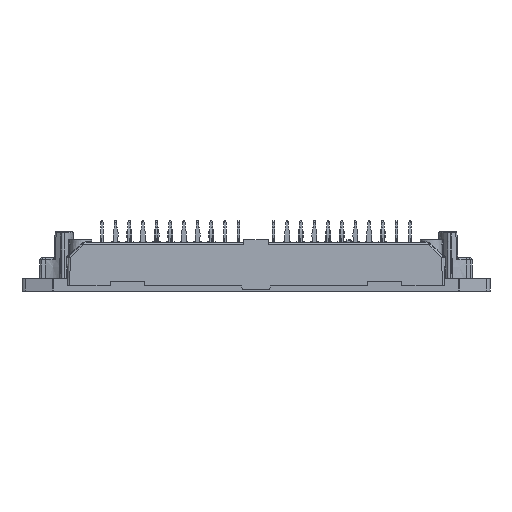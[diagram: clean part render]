
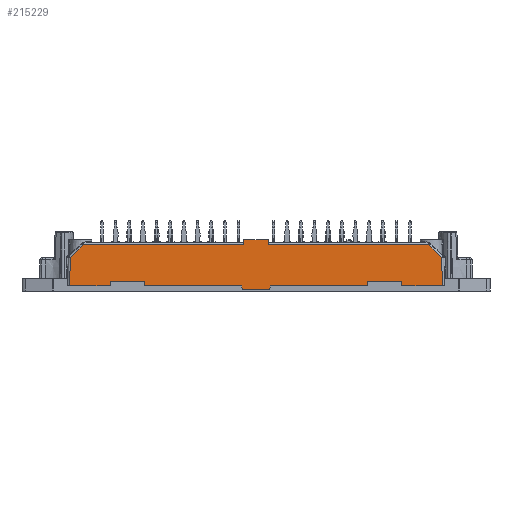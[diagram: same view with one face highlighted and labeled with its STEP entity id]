
A CAD part, front view. The second image highlights one B-rep face of the part: STEP entity #215229.
In plain terms, the highlighted planar face has unit normal (0, -1, 0.026).
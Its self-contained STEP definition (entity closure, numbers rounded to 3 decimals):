
#28229=ORIENTED_EDGE('',*,*,#68518,.F.);
#28230=ORIENTED_EDGE('',*,*,#68519,.T.);
#28231=ORIENTED_EDGE('',*,*,#68520,.F.);
#28232=ORIENTED_EDGE('',*,*,#68521,.T.);
#28233=ORIENTED_EDGE('',*,*,#68522,.T.);
#28234=ORIENTED_EDGE('',*,*,#66848,.F.);
#28235=ORIENTED_EDGE('',*,*,#66846,.T.);
#28236=ORIENTED_EDGE('',*,*,#68250,.F.);
#28237=ORIENTED_EDGE('',*,*,#66841,.T.);
#28238=ORIENTED_EDGE('',*,*,#68371,.T.);
#28239=ORIENTED_EDGE('',*,*,#66839,.T.);
#28240=ORIENTED_EDGE('',*,*,#66837,.T.);
#28241=ORIENTED_EDGE('',*,*,#68523,.T.);
#28242=ORIENTED_EDGE('',*,*,#68524,.F.);
#28243=ORIENTED_EDGE('',*,*,#68525,.T.);
#28244=ORIENTED_EDGE('',*,*,#68526,.T.);
#28245=ORIENTED_EDGE('',*,*,#68527,.T.);
#28246=ORIENTED_EDGE('',*,*,#66869,.F.);
#28247=ORIENTED_EDGE('',*,*,#66873,.T.);
#28248=ORIENTED_EDGE('',*,*,#66878,.F.);
#28249=ORIENTED_EDGE('',*,*,#66879,.F.);
#28250=ORIENTED_EDGE('',*,*,#66883,.T.);
#66837=EDGE_CURVE('',#84917,#85254,#104237,.T.);
#66839=EDGE_CURVE('',#85256,#84917,#104239,.T.);
#66841=EDGE_CURVE('',#85257,#85258,#104240,.F.);
#66846=EDGE_CURVE('',#84920,#85260,#104244,.F.);
#66848=EDGE_CURVE('',#84920,#85262,#104246,.T.);
#66869=EDGE_CURVE('',#85277,#85278,#104263,.F.);
#66873=EDGE_CURVE('',#85277,#85281,#104267,.T.);
#66878=EDGE_CURVE('',#85284,#85281,#104272,.F.);
#66879=EDGE_CURVE('',#85285,#85284,#104273,.T.);
#66883=EDGE_CURVE('',#85285,#85287,#104277,.F.);
#68250=EDGE_CURVE('',#85257,#85260,#104861,.T.);
#68371=EDGE_CURVE('',#85258,#85256,#104912,.T.);
#68518=EDGE_CURVE('',#86489,#85287,#104968,.F.);
#68519=EDGE_CURVE('',#86489,#86490,#104969,.F.);
#68520=EDGE_CURVE('',#86491,#86490,#104970,.F.);
#68521=EDGE_CURVE('',#86491,#86492,#104971,.F.);
#68522=EDGE_CURVE('',#86492,#85262,#104972,.F.);
#68523=EDGE_CURVE('',#85254,#86493,#104973,.F.);
#68524=EDGE_CURVE('',#86494,#86493,#104974,.F.);
#68525=EDGE_CURVE('',#86494,#86495,#104975,.F.);
#68526=EDGE_CURVE('',#86495,#86496,#104976,.F.);
#68527=EDGE_CURVE('',#86496,#85278,#104977,.F.);
#84917=VERTEX_POINT('',#300116);
#84920=VERTEX_POINT('',#300126);
#85254=VERTEX_POINT('',#304317);
#85256=VERTEX_POINT('',#304323);
#85257=VERTEX_POINT('',#304327);
#85258=VERTEX_POINT('',#304328);
#85260=VERTEX_POINT('',#304335);
#85262=VERTEX_POINT('',#304341);
#85277=VERTEX_POINT('',#304406);
#85278=VERTEX_POINT('',#304407);
#85281=VERTEX_POINT('',#304415);
#85284=VERTEX_POINT('',#304423);
#85285=VERTEX_POINT('',#304427);
#85287=VERTEX_POINT('',#304433);
#86489=VERTEX_POINT('',#309769);
#86490=VERTEX_POINT('',#309771);
#86491=VERTEX_POINT('',#309773);
#86492=VERTEX_POINT('',#309775);
#86493=VERTEX_POINT('',#309778);
#86494=VERTEX_POINT('',#309780);
#86495=VERTEX_POINT('',#309782);
#86496=VERTEX_POINT('',#309784);
#104237=LINE('',#304318,#122710);
#104239=LINE('',#304322,#122712);
#104240=LINE('',#304326,#122713);
#104244=LINE('',#304336,#122717);
#104246=LINE('',#304340,#122719);
#104263=LINE('',#304405,#122736);
#104267=LINE('',#304414,#122740);
#104272=LINE('',#304424,#122745);
#104273=LINE('',#304426,#122746);
#104277=LINE('',#304435,#122750);
#104861=LINE('',#308762,#123334);
#104912=LINE('',#309186,#123385);
#104968=LINE('',#309768,#123441);
#104969=LINE('',#309770,#123442);
#104970=LINE('',#309772,#123443);
#104971=LINE('',#309774,#123444);
#104972=LINE('',#309776,#123445);
#104973=LINE('',#309777,#123446);
#104974=LINE('',#309779,#123447);
#104975=LINE('',#309781,#123448);
#104976=LINE('',#309783,#123449);
#104977=LINE('',#309785,#123450);
#122710=VECTOR('',#252990,1000.);
#122712=VECTOR('',#252994,1000.);
#122713=VECTOR('',#252999,1000.);
#122717=VECTOR('',#253007,1000.);
#122719=VECTOR('',#253011,1000.);
#122736=VECTOR('',#253044,1000.);
#122740=VECTOR('',#253050,1000.);
#122745=VECTOR('',#253057,1000.);
#122746=VECTOR('',#253060,1000.);
#122750=VECTOR('',#253066,1000.);
#123334=VECTOR('',#255210,1000.);
#123385=VECTOR('',#255353,1000.);
#123441=VECTOR('',#255541,1000.);
#123442=VECTOR('',#255542,1000.);
#123443=VECTOR('',#255543,1000.);
#123444=VECTOR('',#255544,1000.);
#123445=VECTOR('',#255545,1000.);
#123446=VECTOR('',#255546,1000.);
#123447=VECTOR('',#255547,1000.);
#123448=VECTOR('',#255548,1000.);
#123449=VECTOR('',#255549,1000.);
#123450=VECTOR('',#255550,1000.);
#133221=EDGE_LOOP('',(#28229,#28230,#28231,#28232,#28233,#28234,#28235,
#28236,#28237,#28238,#28239,#28240,#28241,#28242,#28243,#28244,#28245,#28246,
#28247,#28248,#28249,#28250));
#141999=FACE_BOUND('',#133221,.T.);
#150225=PLANE('',#224302);
#215229=ADVANCED_FACE('',(#141999),#150225,.T.);
#224302=AXIS2_PLACEMENT_3D('',#309767,#255539,#255540);
#252990=DIRECTION('',(-0.707,-0.019,-0.707));
#252994=DIRECTION('',(-1.,0.,0.));
#252999=DIRECTION('',(1.,0.,0.));
#253007=DIRECTION('',(1.,0.,0.));
#253011=DIRECTION('',(0.707,-0.019,-0.707));
#253044=DIRECTION('',(1.,0.,0.));
#253050=DIRECTION('',(0.174,-0.026,-0.984));
#253057=DIRECTION('',(1.,0.,0.));
#253060=DIRECTION('',(-0.174,-0.026,-0.984));
#253066=DIRECTION('',(-1.,0.,0.));
#255210=DIRECTION('',(0.017,-0.026,-1.));
#255353=DIRECTION('',(-0.017,-0.026,-1.));
#255539=DIRECTION('',(0.,-1.,0.026));
#255540=DIRECTION('',(0.,-0.026,-1.));
#255541=DIRECTION('',(0.,0.026,1.));
#255542=DIRECTION('',(-1.,0.,0.));
#255543=DIRECTION('',(0.,-0.026,-1.));
#255544=DIRECTION('',(-1.,0.,0.));
#255545=DIRECTION('',(0.026,-0.026,-0.999));
#255546=DIRECTION('',(0.026,0.026,0.999));
#255547=DIRECTION('',(1.,0.,0.));
#255548=DIRECTION('',(0.,-0.026,-1.));
#255549=DIRECTION('',(-1.,0.,0.));
#255550=DIRECTION('',(0.,0.026,1.));
#300116=CARTESIAN_POINT('',(-40.443,-30.719,7.363));
#300126=CARTESIAN_POINT('',(40.443,-30.719,7.363));
#304317=CARTESIAN_POINT('',(-43.474,-30.798,4.332));
#304318=CARTESIAN_POINT('',(-23.298,-30.27,24.508));
#304322=CARTESIAN_POINT('',(0.,-30.719,7.363));
#304323=CARTESIAN_POINT('',(-2.845,-30.719,7.363));
#304326=CARTESIAN_POINT('',(0.,-30.689,8.5));
#304327=CARTESIAN_POINT('',(2.825,-30.689,8.5));
#304328=CARTESIAN_POINT('',(-2.825,-30.689,8.5));
#304335=CARTESIAN_POINT('',(2.845,-30.719,7.363));
#304336=CARTESIAN_POINT('',(0.,-30.719,7.363));
#304340=CARTESIAN_POINT('',(23.298,-30.27,24.508));
#304341=CARTESIAN_POINT('',(43.474,-30.798,4.332));
#304405=CARTESIAN_POINT('',(0.,-30.972,-2.3));
#304406=CARTESIAN_POINT('',(-3.359,-30.972,-2.3));
#304407=CARTESIAN_POINT('',(-26.147,-30.972,-2.3));
#304414=CARTESIAN_POINT('',(-3.861,-30.897,0.546));
#304415=CARTESIAN_POINT('',(-3.218,-30.993,-3.1));
#304423=CARTESIAN_POINT('',(3.218,-30.993,-3.1));
#304424=CARTESIAN_POINT('',(3.5,-30.993,-3.1));
#304426=CARTESIAN_POINT('',(3.861,-30.897,0.546));
#304427=CARTESIAN_POINT('',(3.359,-30.972,-2.3));
#304433=CARTESIAN_POINT('',(26.147,-30.972,-2.3));
#304435=CARTESIAN_POINT('',(0.,-30.972,-2.3));
#308762=CARTESIAN_POINT('',(2.849,-30.725,7.119));
#309186=CARTESIAN_POINT('',(-2.849,-30.725,7.119));
#309767=CARTESIAN_POINT('',(0.,-30.879,1.226));
#309768=CARTESIAN_POINT('',(26.147,-30.879,1.226));
#309769=CARTESIAN_POINT('',(26.147,-30.945,-1.3));
#309770=CARTESIAN_POINT('',(0.,-30.945,-1.3));
#309771=CARTESIAN_POINT('',(34.147,-30.945,-1.3));
#309772=CARTESIAN_POINT('',(34.147,-30.879,1.226));
#309773=CARTESIAN_POINT('',(34.147,-30.972,-2.3));
#309774=CARTESIAN_POINT('',(0.,-30.972,-2.3));
#309775=CARTESIAN_POINT('',(43.647,-30.972,-2.3));
#309776=CARTESIAN_POINT('',(43.525,-30.849,2.365));
#309777=CARTESIAN_POINT('',(-43.525,-30.849,2.365));
#309778=CARTESIAN_POINT('',(-43.647,-30.972,-2.3));
#309779=CARTESIAN_POINT('',(0.,-30.972,-2.3));
#309780=CARTESIAN_POINT('',(-34.147,-30.972,-2.3));
#309781=CARTESIAN_POINT('',(-34.147,-30.879,1.226));
#309782=CARTESIAN_POINT('',(-34.147,-30.945,-1.3));
#309783=CARTESIAN_POINT('',(0.,-30.945,-1.3));
#309784=CARTESIAN_POINT('',(-26.147,-30.945,-1.3));
#309785=CARTESIAN_POINT('',(-26.147,-30.879,1.226));
